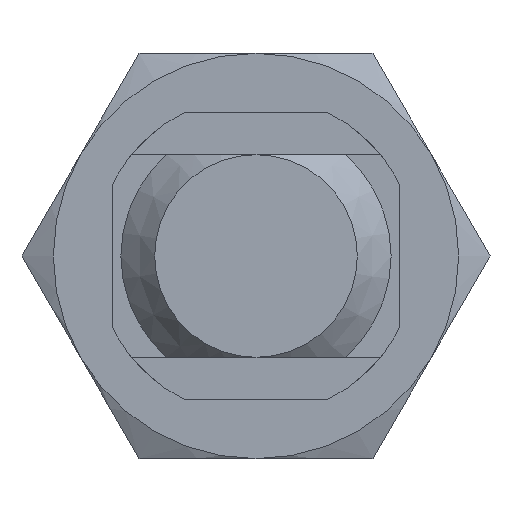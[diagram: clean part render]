
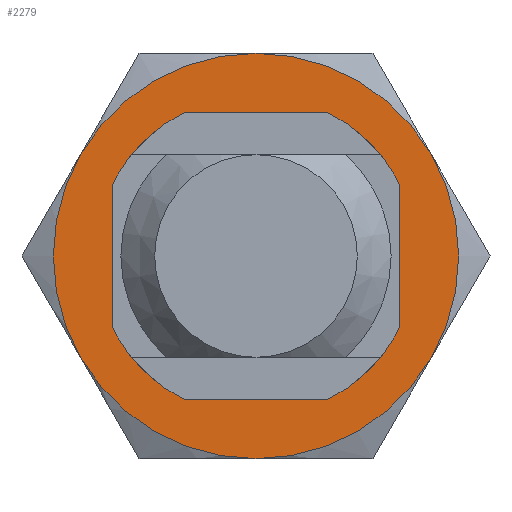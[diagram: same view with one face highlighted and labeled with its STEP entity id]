
A CAD part, left-side view. The second image highlights one B-rep face of the part: STEP entity #2279.
In plain terms, the highlighted planar face has unit normal (-1, 0, 0).
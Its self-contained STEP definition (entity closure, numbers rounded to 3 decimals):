
#9 = EDGE_CURVE ( 'NONE', #2196, #3497, #1328, .T. ) ;
#23 = EDGE_LOOP ( 'NONE', ( #2527, #40 ) ) ;
#40 = ORIENTED_EDGE ( 'NONE', *, *, #2557, .F. ) ;
#63 = DIRECTION ( 'NONE',  ( -1., 0., 0. ) ) ;
#253 = DIRECTION ( 'NONE',  ( 0., 0., -1. ) ) ;
#259 = ORIENTED_EDGE ( 'NONE', *, *, #4212, .T. ) ;
#364 = CARTESIAN_POINT ( 'NONE',  ( 4., 0., -12. ) ) ;
#428 = VERTEX_POINT ( 'NONE', #2270 ) ;
#432 = DIRECTION ( 'NONE',  ( 0., 0., -1. ) ) ;
#466 = ORIENTED_EDGE ( 'NONE', *, *, #9, .T. ) ;
#506 = CIRCLE ( 'NONE', #2350, 12. ) ;
#527 = DIRECTION ( 'NONE',  ( -1., 0., 0. ) ) ;
#548 = CARTESIAN_POINT ( 'NONE',  ( 4., 0., 0. ) ) ;
#574 = EDGE_CURVE ( 'NONE', #2943, #428, #1921, .T. ) ;
#622 = CIRCLE ( 'NONE', #3525, 12. ) ;
#683 = CARTESIAN_POINT ( 'NONE',  ( 4., 10.392, -6. ) ) ;
#708 = AXIS2_PLACEMENT_3D ( 'NONE', #1074, #4104, #432 ) ;
#857 = CARTESIAN_POINT ( 'NONE',  ( 4., 0., 0. ) ) ;
#873 = FACE_BOUND ( 'NONE', #23, .T. ) ;
#1021 = DIRECTION ( 'NONE',  ( -1., 0., 0. ) ) ;
#1061 = DIRECTION ( 'NONE',  ( 0., 0., -1. ) ) ;
#1074 = CARTESIAN_POINT ( 'NONE',  ( 4., 0., 0. ) ) ;
#1123 = CIRCLE ( 'NONE', #4165, 8. ) ;
#1140 = CIRCLE ( 'NONE', #3122, 12. ) ;
#1144 = VERTEX_POINT ( 'NONE', #1973 ) ;
#1187 = AXIS2_PLACEMENT_3D ( 'NONE', #1747, #63, #1419 ) ;
#1242 = ORIENTED_EDGE ( 'NONE', *, *, #1725, .T. ) ;
#1267 = CARTESIAN_POINT ( 'NONE',  ( 4., 0., 0. ) ) ;
#1328 = CIRCLE ( 'NONE', #2473, 12. ) ;
#1385 = EDGE_LOOP ( 'NONE', ( #3539, #259, #2090, #3929, #466, #1242 ) ) ;
#1419 = DIRECTION ( 'NONE',  ( 0., 0., -1. ) ) ;
#1451 = EDGE_CURVE ( 'NONE', #428, #2196, #1140, .T. ) ;
#1591 = DIRECTION ( 'NONE',  ( -1., 0., 0. ) ) ;
#1628 = DIRECTION ( 'NONE',  ( 0., 0., -1. ) ) ;
#1637 = CARTESIAN_POINT ( 'NONE',  ( 4., 0., -8. ) ) ;
#1695 = CARTESIAN_POINT ( 'NONE',  ( 4., 0., 0. ) ) ;
#1725 = EDGE_CURVE ( 'NONE', #3497, #2872, #506, .T. ) ;
#1747 = CARTESIAN_POINT ( 'NONE',  ( 4., 0., 0. ) ) ;
#1921 = CIRCLE ( 'NONE', #708, 12. ) ;
#1973 = CARTESIAN_POINT ( 'NONE',  ( 4., 0., 8. ) ) ;
#2000 = AXIS2_PLACEMENT_3D ( 'NONE', #1695, #1021, #1061 ) ;
#2090 = ORIENTED_EDGE ( 'NONE', *, *, #574, .T. ) ;
#2117 = VERTEX_POINT ( 'NONE', #1637 ) ;
#2196 = VERTEX_POINT ( 'NONE', #2378 ) ;
#2218 = DIRECTION ( 'NONE',  ( 1., 0., 0. ) ) ;
#2243 = CIRCLE ( 'NONE', #1187, 12. ) ;
#2270 = CARTESIAN_POINT ( 'NONE',  ( 4., 0., 12. ) ) ;
#2279 = ADVANCED_FACE ( 'NONE', ( #873, #2514 ), #2886, .F. ) ;
#2350 = AXIS2_PLACEMENT_3D ( 'NONE', #3824, #3442, #2426 ) ;
#2378 = CARTESIAN_POINT ( 'NONE',  ( 4., 10.392, 6. ) ) ;
#2426 = DIRECTION ( 'NONE',  ( 0., 0., -1. ) ) ;
#2473 = AXIS2_PLACEMENT_3D ( 'NONE', #3052, #3880, #2697 ) ;
#2514 = FACE_OUTER_BOUND ( 'NONE', #1385, .T. ) ;
#2527 = ORIENTED_EDGE ( 'NONE', *, *, #3346, .F. ) ;
#2557 = EDGE_CURVE ( 'NONE', #1144, #2117, #3917, .T. ) ;
#2634 = AXIS2_PLACEMENT_3D ( 'NONE', #3595, #2218, #3267 ) ;
#2649 = VERTEX_POINT ( 'NONE', #4167 ) ;
#2697 = DIRECTION ( 'NONE',  ( 0., 0., -1. ) ) ;
#2872 = VERTEX_POINT ( 'NONE', #364 ) ;
#2886 = PLANE ( 'NONE',  #2634 ) ;
#2943 = VERTEX_POINT ( 'NONE', #3086 ) ;
#3052 = CARTESIAN_POINT ( 'NONE',  ( 4., 0., 0. ) ) ;
#3086 = CARTESIAN_POINT ( 'NONE',  ( 4., -10.392, 6. ) ) ;
#3122 = AXIS2_PLACEMENT_3D ( 'NONE', #548, #4230, #253 ) ;
#3267 = DIRECTION ( 'NONE',  ( 0., -1., 0. ) ) ;
#3346 = EDGE_CURVE ( 'NONE', #2117, #1144, #1123, .T. ) ;
#3442 = DIRECTION ( 'NONE',  ( -1., 0., 0. ) ) ;
#3497 = VERTEX_POINT ( 'NONE', #683 ) ;
#3525 = AXIS2_PLACEMENT_3D ( 'NONE', #857, #527, #3852 ) ;
#3539 = ORIENTED_EDGE ( 'NONE', *, *, #3616, .T. ) ;
#3595 = CARTESIAN_POINT ( 'NONE',  ( 4., 0., 0. ) ) ;
#3616 = EDGE_CURVE ( 'NONE', #2872, #2649, #2243, .T. ) ;
#3824 = CARTESIAN_POINT ( 'NONE',  ( 4., 0., 0. ) ) ;
#3852 = DIRECTION ( 'NONE',  ( 0., 0., -1. ) ) ;
#3880 = DIRECTION ( 'NONE',  ( -1., 0., 0. ) ) ;
#3917 = CIRCLE ( 'NONE', #2000, 8. ) ;
#3929 = ORIENTED_EDGE ( 'NONE', *, *, #1451, .T. ) ;
#4104 = DIRECTION ( 'NONE',  ( -1., 0., 0. ) ) ;
#4165 = AXIS2_PLACEMENT_3D ( 'NONE', #1267, #1591, #1628 ) ;
#4167 = CARTESIAN_POINT ( 'NONE',  ( 4., -10.392, -6. ) ) ;
#4212 = EDGE_CURVE ( 'NONE', #2649, #2943, #622, .T. ) ;
#4230 = DIRECTION ( 'NONE',  ( -1., 0., 0. ) ) ;
